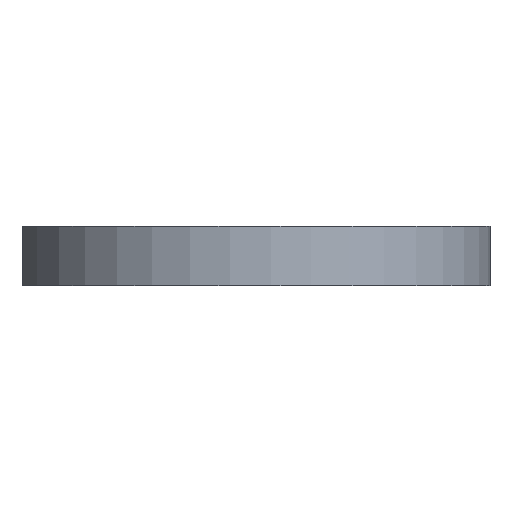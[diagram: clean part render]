
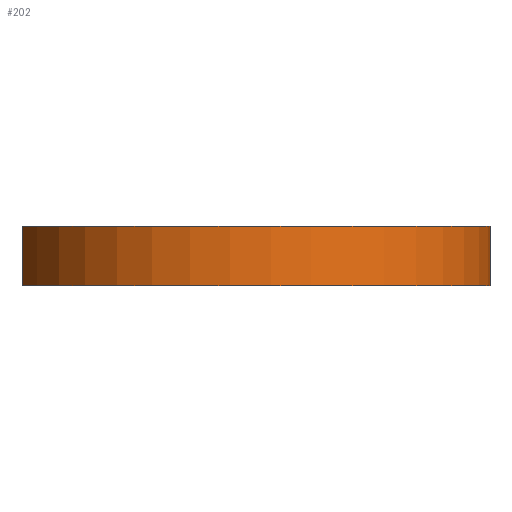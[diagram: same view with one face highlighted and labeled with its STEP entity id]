
A CAD part, left-side view. The second image highlights one B-rep face of the part: STEP entity #202.
In plain terms, the highlighted cylindrical face has radius 24 mm (diameter 48 mm), a partial arc.
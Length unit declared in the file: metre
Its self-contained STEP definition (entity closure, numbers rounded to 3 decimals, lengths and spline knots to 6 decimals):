
#16=LINE('',#332,#30);
#17=LINE('',#336,#31);
#30=VECTOR('',#261,1.);
#31=VECTOR('',#264,1.);
#44=ORIENTED_EDGE('',*,*,#104,.F.);
#45=ORIENTED_EDGE('',*,*,#105,.F.);
#46=ORIENTED_EDGE('',*,*,#106,.T.);
#47=ORIENTED_EDGE('',*,*,#107,.F.);
#104=EDGE_CURVE('',#134,#135,#154,.T.);
#105=EDGE_CURVE('',#136,#134,#16,.T.);
#106=EDGE_CURVE('',#136,#137,#155,.T.);
#107=EDGE_CURVE('',#135,#137,#17,.T.);
#134=VERTEX_POINT('',#330);
#135=VERTEX_POINT('',#331);
#136=VERTEX_POINT('',#333);
#137=VERTEX_POINT('',#335);
#154=CIRCLE('',#228,0.024);
#155=CIRCLE('',#229,0.024);
#170=EDGE_LOOP('',(#44,#45,#46,#47));
#182=FACE_BOUND('',#170,.T.);
#194=CYLINDRICAL_SURFACE('',#227,0.024);
#202=ADVANCED_FACE('',(#182),#194,.T.);
#227=AXIS2_PLACEMENT_3D('',#328,#257,#258);
#228=AXIS2_PLACEMENT_3D('',#329,#259,#260);
#229=AXIS2_PLACEMENT_3D('',#334,#262,#263);
#257=DIRECTION('',(0.,0.,-1.));
#258=DIRECTION('',(-1.,0.,0.));
#259=DIRECTION('',(0.,0.,1.));
#260=DIRECTION('',(1.,0.,0.));
#261=DIRECTION('',(0.,0.,1.));
#262=DIRECTION('',(0.,0.,1.));
#263=DIRECTION('',(1.,0.,0.));
#264=DIRECTION('',(0.,0.,-1.));
#328=CARTESIAN_POINT('',(-0.026833,-0.1413,0.006));
#329=CARTESIAN_POINT('',(-0.026833,-0.1413,0.006));
#330=CARTESIAN_POINT('',(-0.03384,-0.118346,0.006));
#331=CARTESIAN_POINT('',(-0.0032,-0.145483,0.006));
#332=CARTESIAN_POINT('',(-0.03384,-0.118346,-0.000002));
#333=CARTESIAN_POINT('',(-0.03384,-0.118346,0.));
#334=CARTESIAN_POINT('',(-0.026833,-0.1413,0.));
#335=CARTESIAN_POINT('',(-0.0032,-0.145483,0.));
#336=CARTESIAN_POINT('',(-0.0032,-0.145483,0.006));
